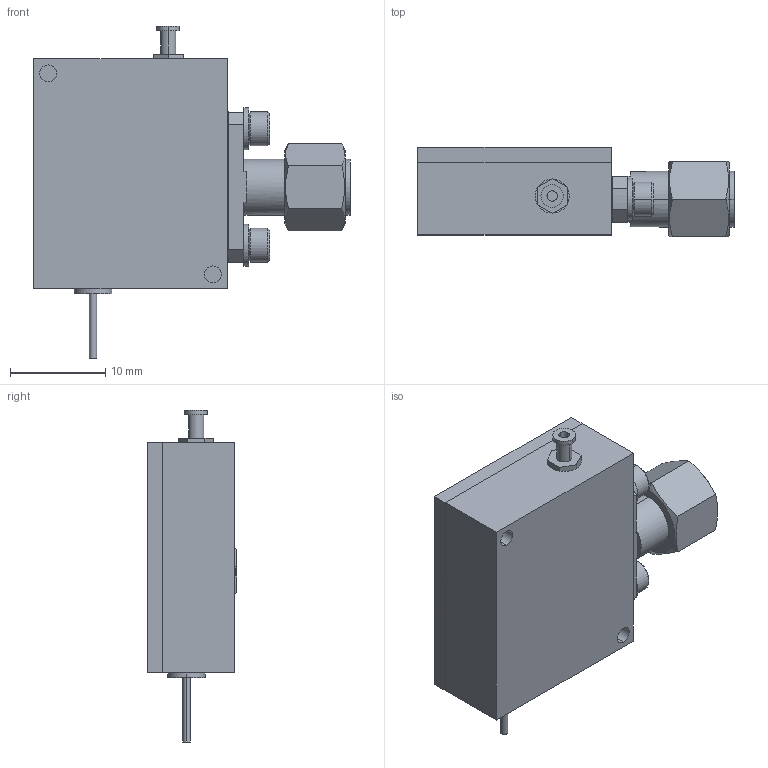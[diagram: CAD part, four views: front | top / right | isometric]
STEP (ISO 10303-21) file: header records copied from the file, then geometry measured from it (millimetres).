
FILE_DESCRIPTION (( 'STEP AP203' ), '1' );
FILE_NAME ('SOR-05-SM-R1.STEP', '2018-01-18T23:30:24', ( '' ), ( '' ), 'SwSTEP 2.0', 'SolidWorks 2016', '' );
FILE_SCHEMA (( 'CONFIG_CONTROL_DESIGN' ));
Length unit declared in the file: inch
Products named in the file (1): SOR-05-SM-R1
Bounding box: 33.2 x 9.41 x 34.82 mm (x, y, z)
Volume: 5101.8 mm3; surface area: 4262.7 mm2
Topology: 13 solids, 13 shells, 499 faces, 1300 edges, 844 vertices
Faces by surface type: cylinder 237, plane 158, cone 86, bspline 18
Entity records: 22508 total; most frequent: CARTESIAN_POINT 11377, ORIENTED_EDGE 2584, DIRECTION 2033, EDGE_CURVE 1292, VERTEX_POINT 844, AXIS2_PLACEMENT_3D 763, EDGE_LOOP 538, LINE 507
